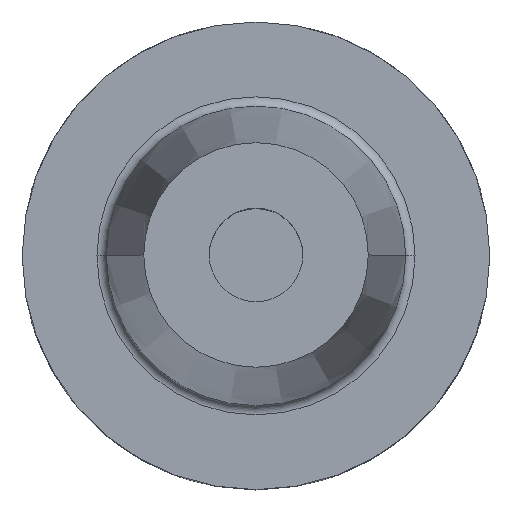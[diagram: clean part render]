
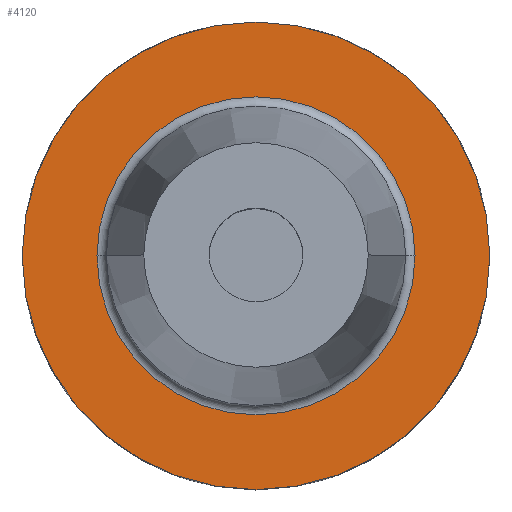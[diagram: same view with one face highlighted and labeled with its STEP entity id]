
A CAD part, top view. The second image highlights one B-rep face of the part: STEP entity #4120.
In plain terms, the highlighted planar face has unit normal (0, 0, 1).
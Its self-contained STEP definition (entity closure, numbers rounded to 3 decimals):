
#42 = EDGE_LOOP ( 'NONE', ( #93, #2038 ) ) ;
#93 = ORIENTED_EDGE ( 'NONE', *, *, #3067, .T. ) ;
#121 = FACE_OUTER_BOUND ( 'NONE', #42, .T. ) ;
#156 = CIRCLE ( 'NONE', #3541, 17. ) ;
#278 = DIRECTION ( 'NONE',  ( 1., 0., 0. ) ) ;
#553 = PLANE ( 'NONE',  #2356 ) ;
#598 = DIRECTION ( 'NONE',  ( -1., 0., 0. ) ) ;
#904 = CARTESIAN_POINT ( 'NONE',  ( 0., 0., 20. ) ) ;
#1151 = VERTEX_POINT ( 'NONE', #1982 ) ;
#1288 = DIRECTION ( 'NONE',  ( -1., 0., 0. ) ) ;
#1551 = VERTEX_POINT ( 'NONE', #2458 ) ;
#1781 = CARTESIAN_POINT ( 'NONE',  ( 25., 0., 20. ) ) ;
#1921 = CARTESIAN_POINT ( 'NONE',  ( 0., 0., 20. ) ) ;
#1982 = CARTESIAN_POINT ( 'NONE',  ( 17., 0., 20. ) ) ;
#1985 = VERTEX_POINT ( 'NONE', #1781 ) ;
#2003 = DIRECTION ( 'NONE',  ( 0., 0., -1. ) ) ;
#2038 = ORIENTED_EDGE ( 'NONE', *, *, #4651, .T. ) ;
#2056 = CARTESIAN_POINT ( 'NONE',  ( 0., 0., 20. ) ) ;
#2137 = CIRCLE ( 'NONE', #3245, 25. ) ;
#2245 = CIRCLE ( 'NONE', #4511, 17. ) ;
#2293 = DIRECTION ( 'NONE',  ( 1., 0., 0. ) ) ;
#2356 = AXIS2_PLACEMENT_3D ( 'NONE', #2056, #2781, #598 ) ;
#2410 = EDGE_CURVE ( 'NONE', #2650, #1151, #156, .T. ) ;
#2458 = CARTESIAN_POINT ( 'NONE',  ( -25., 0., 20. ) ) ;
#2476 = DIRECTION ( 'NONE',  ( 0., 0., 1. ) ) ;
#2589 = EDGE_CURVE ( 'NONE', #1151, #2650, #2245, .T. ) ;
#2650 = VERTEX_POINT ( 'NONE', #3207 ) ;
#2781 = DIRECTION ( 'NONE',  ( 0., 0., -1. ) ) ;
#2898 = ORIENTED_EDGE ( 'NONE', *, *, #2410, .T. ) ;
#2936 = FACE_BOUND ( 'NONE', #4627, .T. ) ;
#3067 = EDGE_CURVE ( 'NONE', #1985, #1551, #4731, .T. ) ;
#3207 = CARTESIAN_POINT ( 'NONE',  ( -17., 0., 20. ) ) ;
#3245 = AXIS2_PLACEMENT_3D ( 'NONE', #4642, #2476, #278 ) ;
#3475 = DIRECTION ( 'NONE',  ( 0., 0., -1. ) ) ;
#3541 = AXIS2_PLACEMENT_3D ( 'NONE', #4198, #2003, #4543 ) ;
#3863 = ORIENTED_EDGE ( 'NONE', *, *, #2589, .T. ) ;
#4120 = ADVANCED_FACE ( 'NONE', ( #2936, #121 ), #553, .F. ) ;
#4198 = CARTESIAN_POINT ( 'NONE',  ( 0., 0., 20. ) ) ;
#4437 = AXIS2_PLACEMENT_3D ( 'NONE', #1921, #4469, #2293 ) ;
#4469 = DIRECTION ( 'NONE',  ( 0., 0., 1. ) ) ;
#4511 = AXIS2_PLACEMENT_3D ( 'NONE', #904, #3475, #1288 ) ;
#4543 = DIRECTION ( 'NONE',  ( -1., 0., 0. ) ) ;
#4627 = EDGE_LOOP ( 'NONE', ( #2898, #3863 ) ) ;
#4642 = CARTESIAN_POINT ( 'NONE',  ( 0., 0., 20. ) ) ;
#4651 = EDGE_CURVE ( 'NONE', #1551, #1985, #2137, .T. ) ;
#4731 = CIRCLE ( 'NONE', #4437, 25. ) ;
